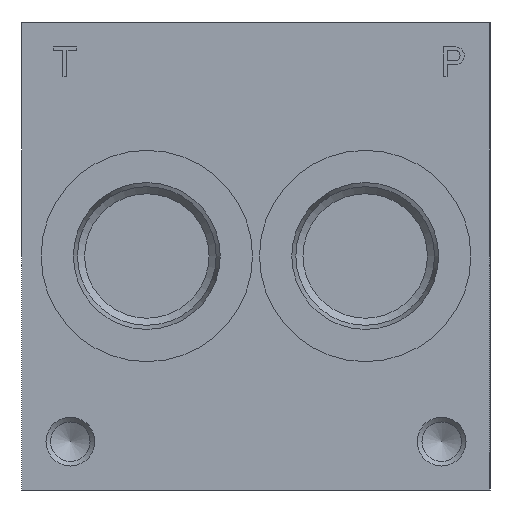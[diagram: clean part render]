
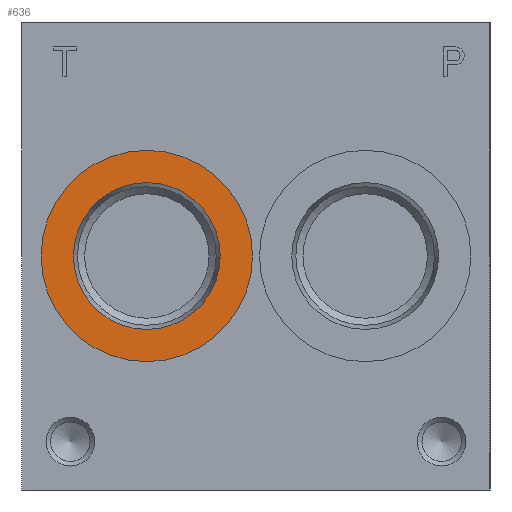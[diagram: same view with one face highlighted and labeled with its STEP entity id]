
A CAD part, left-side view. The second image highlights one B-rep face of the part: STEP entity #636.
In plain terms, the highlighted planar face has unit normal (-1, 0, 0).
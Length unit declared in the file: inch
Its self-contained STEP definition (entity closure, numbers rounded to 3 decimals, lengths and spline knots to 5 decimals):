
#636 = ADVANCED_FACE( '', ( #1563, #1564 ), #1565, .T. );
#1563 = FACE_BOUND( '', #2799, .T. );
#1564 = FACE_OUTER_BOUND( '', #2800, .T. );
#1565 = PLANE( '', #2801 );
#2799 = EDGE_LOOP( '', ( #4643 ) );
#2800 = EDGE_LOOP( '', ( #4644 ) );
#2801 = AXIS2_PLACEMENT_3D( '', #4645, #4646, #4647 );
#4643 = ORIENTED_EDGE( '', *, *, #7176, .T. );
#4644 = ORIENTED_EDGE( '', *, *, #7078, .F. );
#4645 = CARTESIAN_POINT( '', ( 0.031, 2.8775, 1.5 ) );
#4646 = DIRECTION( '', ( -1., 0., 0. ) );
#4647 = DIRECTION( '', ( 0., 0., 1. ) );
#7078 = EDGE_CURVE( '', #8556, #8556, #8557, .T. );
#7176 = EDGE_CURVE( '', #8699, #8699, #8700, .T. );
#8556 = VERTEX_POINT( '', #10541 );
#8557 = CIRCLE( '', #10542, 0.6775 );
#8699 = VERTEX_POINT( '', #10729 );
#8700 = CIRCLE( '', #10730, 0.4705 );
#10541 = CARTESIAN_POINT( '', ( 0.031, 2.2, 0.8225 ) );
#10542 = AXIS2_PLACEMENT_3D( '', #12317, #12318, #12319 );
#10729 = CARTESIAN_POINT( '', ( 0.031, 2.2, 1.0295 ) );
#10730 = AXIS2_PLACEMENT_3D( '', #12437, #12438, #12439 );
#12317 = CARTESIAN_POINT( '', ( 0.031, 2.2, 1.5 ) );
#12318 = DIRECTION( '', ( 1., 0., 0. ) );
#12319 = DIRECTION( '', ( 0., 0., -1. ) );
#12437 = CARTESIAN_POINT( '', ( 0.031, 2.2, 1.5 ) );
#12438 = DIRECTION( '', ( 1., 0., 0. ) );
#12439 = DIRECTION( '', ( 0., 0., -1. ) );
